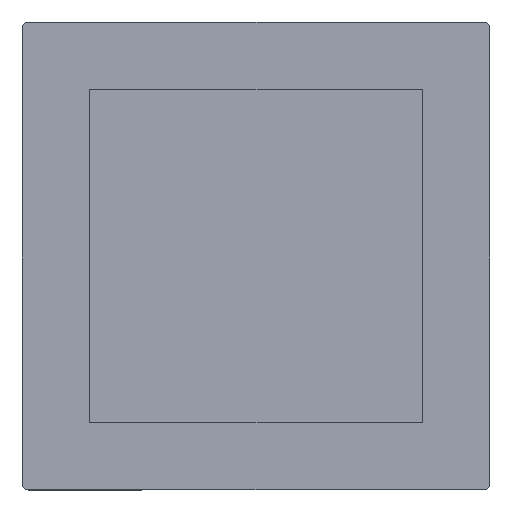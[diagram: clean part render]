
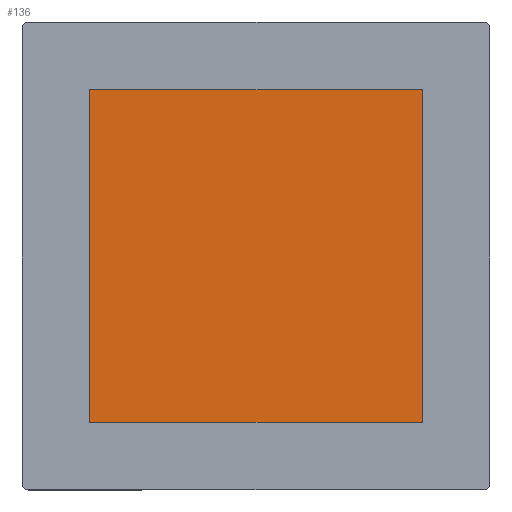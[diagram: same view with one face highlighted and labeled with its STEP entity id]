
A CAD part, top view. The second image highlights one B-rep face of the part: STEP entity #136.
In plain terms, the highlighted planar face has unit normal (0, 0, 1).
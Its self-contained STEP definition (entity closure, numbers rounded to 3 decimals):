
#7 = CARTESIAN_POINT ( 'NONE',  ( 0., 122.5, 51.5 ) ) ;
#37 = LINE ( 'NONE', #360, #284 ) ;
#98 = DIRECTION ( 'NONE',  ( 1., 0., 0. ) ) ;
#105 = VERTEX_POINT ( 'NONE', #181 ) ;
#124 = VECTOR ( 'NONE', #521, 1000. ) ;
#136 = ADVANCED_FACE ( 'NONE', ( #475 ), #221, .T. ) ;
#141 = EDGE_CURVE ( 'NONE', #458, #512, #189, .T. ) ;
#179 = ORIENTED_EDGE ( 'NONE', *, *, #141, .F. ) ;
#181 = CARTESIAN_POINT ( 'NONE',  ( 122.5, -122.5, 51.5 ) ) ;
#189 = LINE ( 'NONE', #419, #322 ) ;
#221 = PLANE ( 'NONE',  #293 ) ;
#230 = ORIENTED_EDGE ( 'NONE', *, *, #242, .F. ) ;
#237 = CARTESIAN_POINT ( 'NONE',  ( 122.5, -122.5, 51.5 ) ) ;
#238 = VECTOR ( 'NONE', #98, 1000. ) ;
#242 = EDGE_CURVE ( 'NONE', #512, #537, #435, .T. ) ;
#268 = CARTESIAN_POINT ( 'NONE',  ( -122.5, 122.5, 51.5 ) ) ;
#276 = CARTESIAN_POINT ( 'NONE',  ( -122.5, -122.5, 51.5 ) ) ;
#277 = EDGE_LOOP ( 'NONE', ( #597, #230, #179, #577 ) ) ;
#284 = VECTOR ( 'NONE', #457, 1000. ) ;
#293 = AXIS2_PLACEMENT_3D ( 'NONE', #237, #433, #620 ) ;
#322 = VECTOR ( 'NONE', #426, 1000. ) ;
#360 = CARTESIAN_POINT ( 'NONE',  ( 122.5, 0., 51.5 ) ) ;
#419 = CARTESIAN_POINT ( 'NONE',  ( -122.5, 0., 51.5 ) ) ;
#426 = DIRECTION ( 'NONE',  ( 0., 1., 0. ) ) ;
#433 = DIRECTION ( 'NONE',  ( 0., 0., 1. ) ) ;
#435 = LINE ( 'NONE', #7, #238 ) ;
#451 = CARTESIAN_POINT ( 'NONE',  ( 0., -122.5, 51.5 ) ) ;
#457 = DIRECTION ( 'NONE',  ( 0., 1., 0. ) ) ;
#458 = VERTEX_POINT ( 'NONE', #276 ) ;
#475 = FACE_OUTER_BOUND ( 'NONE', #277, .T. ) ;
#506 = CARTESIAN_POINT ( 'NONE',  ( 122.5, 122.5, 51.5 ) ) ;
#512 = VERTEX_POINT ( 'NONE', #268 ) ;
#521 = DIRECTION ( 'NONE',  ( 1., 0., 0. ) ) ;
#537 = VERTEX_POINT ( 'NONE', #506 ) ;
#563 = LINE ( 'NONE', #451, #124 ) ;
#570 = EDGE_CURVE ( 'NONE', #458, #105, #563, .T. ) ;
#573 = EDGE_CURVE ( 'NONE', #105, #537, #37, .T. ) ;
#577 = ORIENTED_EDGE ( 'NONE', *, *, #570, .T. ) ;
#597 = ORIENTED_EDGE ( 'NONE', *, *, #573, .T. ) ;
#620 = DIRECTION ( 'NONE',  ( 1., 0., 0. ) ) ;
